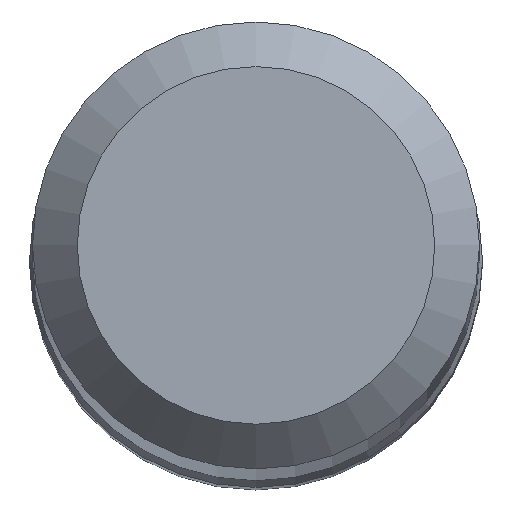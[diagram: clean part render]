
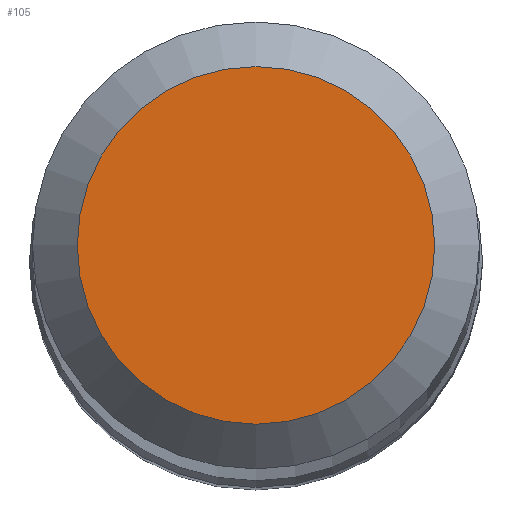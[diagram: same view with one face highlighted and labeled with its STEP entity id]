
A CAD part, top view. The second image highlights one B-rep face of the part: STEP entity #105.
In plain terms, the highlighted planar face has unit normal (0, 0, 1).
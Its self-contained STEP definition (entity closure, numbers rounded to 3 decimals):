
#82 = CARTESIAN_POINT ( 'NONE',  ( 0., 0., 70. ) ) ;
#88 = CIRCLE ( 'NONE', #242, 1.2 ) ;
#91 = EDGE_CURVE ( 'NONE', #243, #243, #88, .T. ) ;
#105 = ADVANCED_FACE ( 'NONE', ( #293 ), #259, .F. ) ;
#116 = AXIS2_PLACEMENT_3D ( 'NONE', #82, #149, #173 ) ;
#117 = EDGE_LOOP ( 'NONE', ( #141 ) ) ;
#141 = ORIENTED_EDGE ( 'NONE', *, *, #91, .F. ) ;
#149 = DIRECTION ( 'NONE',  ( 0., 0., -1. ) ) ;
#151 = DIRECTION ( 'NONE',  ( 0., 1., 0. ) ) ;
#172 = DIRECTION ( 'NONE',  ( 0., 0., -1. ) ) ;
#173 = DIRECTION ( 'NONE',  ( 0., 1., 0. ) ) ;
#195 = CARTESIAN_POINT ( 'NONE',  ( 0., 0., 70. ) ) ;
#203 = CARTESIAN_POINT ( 'NONE',  ( 0., 1.2, 70. ) ) ;
#242 = AXIS2_PLACEMENT_3D ( 'NONE', #195, #172, #151 ) ;
#243 = VERTEX_POINT ( 'NONE', #203 ) ;
#259 = PLANE ( 'NONE',  #116 ) ;
#293 = FACE_OUTER_BOUND ( 'NONE', #117, .T. ) ;
